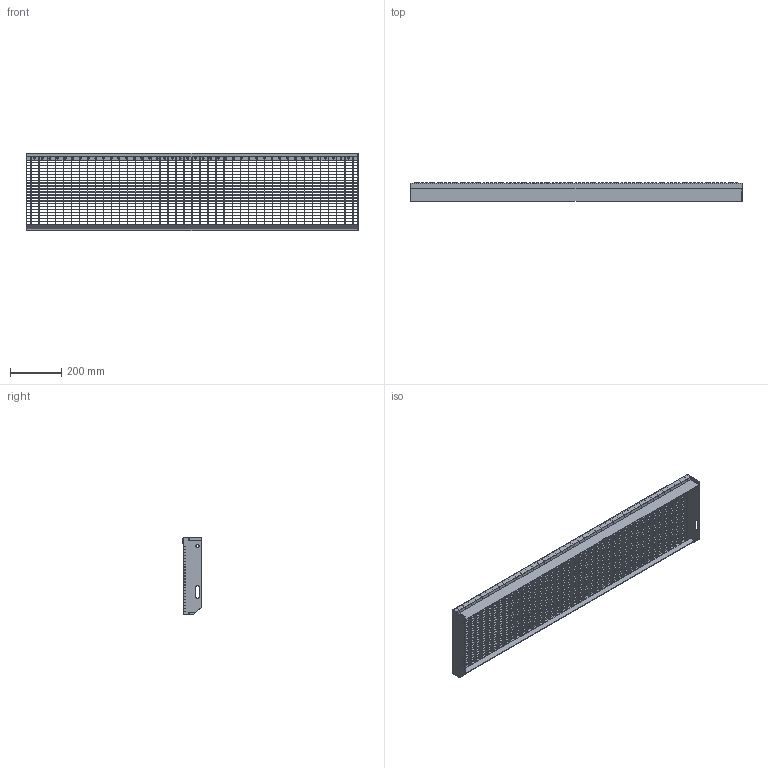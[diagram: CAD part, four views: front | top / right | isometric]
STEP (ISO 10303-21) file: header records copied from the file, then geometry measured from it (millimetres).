
FILE_DESCRIPTION (( 'STEP AP203' ), '1' );
FILE_NAME ('40.1303031.7.step', '2015-10-04T07:12:41', ( '' ), ( '' ), 'SwSTEP 2.0', 'SolidWorks 2015', '' );
FILE_SCHEMA (( 'CONFIG_CONTROL_DESIGN' ));
Products named in the file (1): 40.1303031.7
Bounding box: 1300 x 72.67 x 305 mm (x, y, z)
Volume: 1355476.1 mm3; surface area: 1702879.8 mm2
Topology: 56 solids, 56 shells, 1229 faces, 3038 edges, 2008 vertices
Faces by surface type: plane 777, cylinder 180, cone 170, bspline 102
Entity records: 42347 total; most frequent: CARTESIAN_POINT 12730, ORIENTED_EDGE 6076, DIRECTION 5806, EDGE_CURVE 3038, VECTOR 2118, LINE 2118, VERTEX_POINT 2008, AXIS2_PLACEMENT_3D 1844
